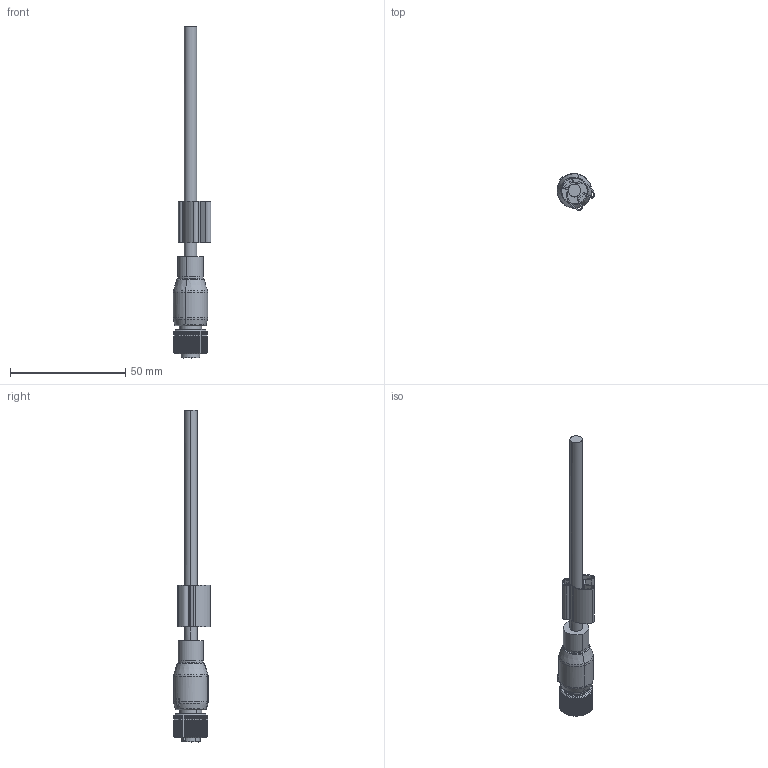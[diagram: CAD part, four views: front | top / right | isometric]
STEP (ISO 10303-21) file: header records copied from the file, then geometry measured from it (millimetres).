
FILE_DESCRIPTION(('CATIA V5 STEP Exchange','CAx-IF Rec.Pracs.--- Model Styling and Organization---1.5--- 2016-08-15','CAx-IF Rec.Pracs.---Supplemental Geometry---1.0---2011-11-01','CAx-IF Rec.Pracs.--- Composite Materials ---1.1---2010-07-15'),'2;1');
FILE_NAME ('444463-2_0', '2025-02-27T12:48:57+00:00', ('none'), ('Weidmueller'), 'CATIA Version 5-6 Release 2022 SP4 HF5', 'CATIA V5 STEP AP214 v3', 'none');
FILE_SCHEMA(('AUTOMOTIVE_DESIGN { 1 0 10303 214 1 1 1 1 }'));
Length unit declared in the file: millimetre
Products named in the file (1): 1812540000
Bounding box: 16.33 x 16.01 x 144 mm (x, y, z)
Volume: 8515.5 mm3; surface area: 7166.1 mm2
Topology: 1 solids, 3 shells, 674 faces, 1886 edges, 1237 vertices
Faces by surface type: plane 280, cylinder 254, cone 72, torus 42, bspline 15, revolution 11
Entity records: 22217 total; most frequent: CARTESIAN_POINT 6504, ORIENTED_EDGE 3768, DIRECTION 2270, EDGE_CURVE 1884, VERTEX_POINT 1237, AXIS2_PLACEMENT_3D 1096, EDGE_LOOP 701, VECTOR 692
